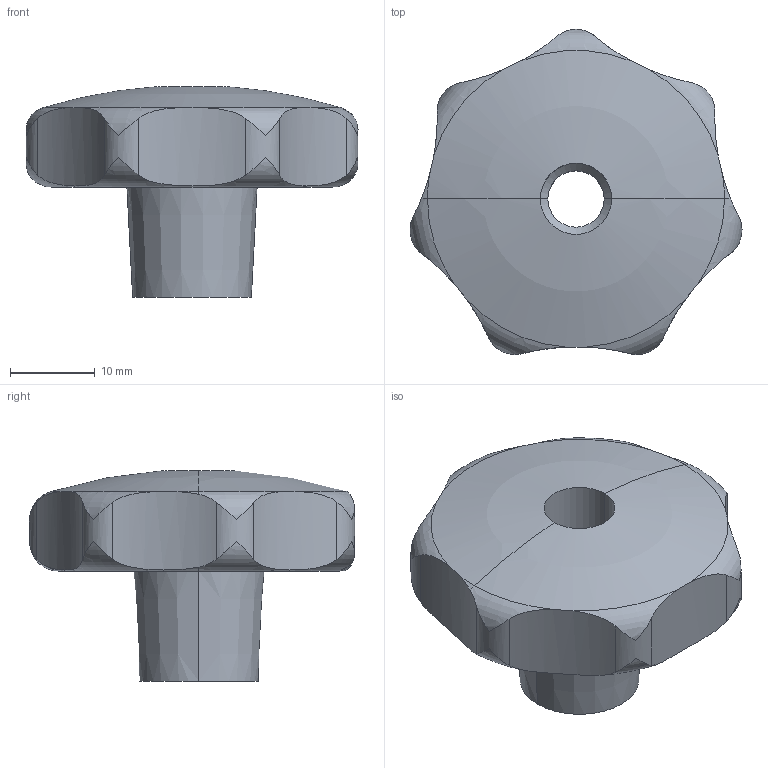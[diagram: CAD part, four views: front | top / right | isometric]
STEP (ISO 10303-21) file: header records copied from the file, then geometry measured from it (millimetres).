
FILE_DESCRIPTION(('STEP AP214'),'1');
FILE_NAME(' ',' ',('TraceParts'),('TraceParts S.A.'),'XStep 1.0',' ',' ');
FILE_SCHEMA(('automotive_design'));
Length unit declared in the file: millimetre
Products named in the file (1): 1
Bounding box: 39.17 x 38.37 x 24.85 mm (x, y, z)
Volume: 10098.8 mm3; surface area: 4889 mm2
Topology: 1 solids, 1 shells, 47 faces, 130 edges, 86 vertices
Faces by surface type: cylinder 21, torus 13, cone 8, plane 3, sphere 2
Entity records: 3343 total; most frequent: CARTESIAN_POINT 734, STYLED_ITEM 264, PRESENTATION_STYLE_ASSIGNMENT 264, COLOUR_RGB 264, ORIENTED_EDGE 260, DIRECTION 207, EDGE_CURVE 130, CURVE_STYLE 130
